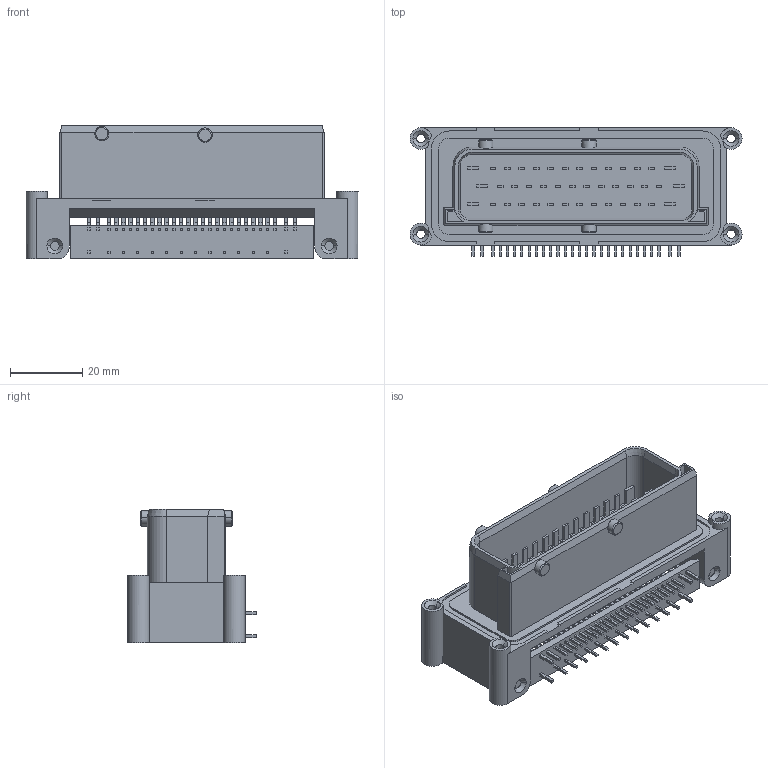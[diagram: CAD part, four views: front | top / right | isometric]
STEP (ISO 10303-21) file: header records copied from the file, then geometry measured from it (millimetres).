
FILE_DESCRIPTION((''),'2;1');
FILE_NAME('C-0967280-11-3','2007-09-02T',('workeradm'),('Tyco Electronics Corporation'),'PRO/ENGINEER BY PARAMETRIC TECHNOLOGY CORPORATION, 2005450','PRO/ENGINEER BY PARAMETRIC TECHNOLOGY CORPORATION, 2005450','');
FILE_SCHEMA(('CONFIG_CONTROL_DESIGN', 'GEOMETRIC_VALIDATION_PROPERTIES_MIM'));
Length unit declared in the file: millimetre
Products named in the file (1): C-0967280-11-3
Bounding box: 92 x 35.6 x 37.1 mm (x, y, z)
Volume: 31245.5 mm3; surface area: 22557.5 mm2
Topology: 1 solids, 1 shells, 1246 faces, 3359 edges, 2226 vertices
Faces by surface type: plane 1080, cylinder 128, cone 38
Entity records: 38829 total; most frequent: CARTESIAN_POINT 6893, ORIENTED_EDGE 6718, DIRECTION 6155, EDGE_CURVE 3359, VECTOR 3039, LINE 3039, VERTEX_POINT 2226, AXIS2_PLACEMENT_3D 1558
